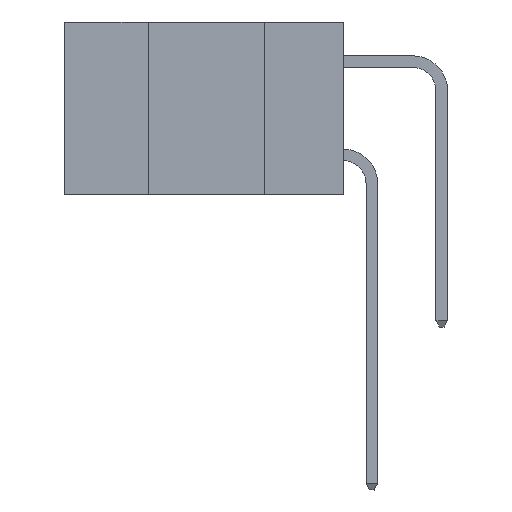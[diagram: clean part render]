
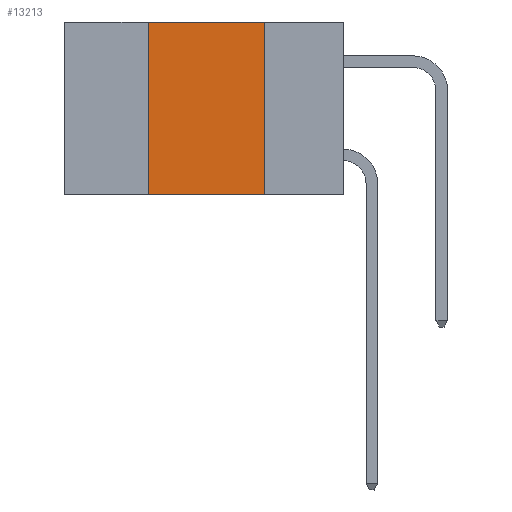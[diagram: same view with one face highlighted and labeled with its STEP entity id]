
A CAD part, left-side view. The second image highlights one B-rep face of the part: STEP entity #13213.
In plain terms, the highlighted planar face has unit normal (-1, 0, 0).
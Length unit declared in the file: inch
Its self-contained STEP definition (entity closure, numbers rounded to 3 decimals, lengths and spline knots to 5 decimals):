
#123 = ORIENTED_EDGE ( 'NONE', *, *, #7350, .F. ) ;
#432 = DIRECTION ( 'NONE',  ( 0., 0., 1. ) ) ;
#677 = VERTEX_POINT ( 'NONE', #12784 ) ;
#1462 = AXIS2_PLACEMENT_3D ( 'NONE', #16276, #13550, #16185 ) ;
#1891 = VECTOR ( 'NONE', #10036, 39.37008 ) ;
#2173 = LINE ( 'NONE', #3617, #16757 ) ;
#2253 = EDGE_CURVE ( 'NONE', #11949, #6500, #2173, .T. ) ;
#2301 = ORIENTED_EDGE ( 'NONE', *, *, #14124, .F. ) ;
#3240 = CARTESIAN_POINT ( 'NONE',  ( 0., 0.17, -0.37 ) ) ;
#3579 = VECTOR ( 'NONE', #5650, 39.37008 ) ;
#3617 = CARTESIAN_POINT ( 'NONE',  ( 0., 0.6, 0. ) ) ;
#4173 = VECTOR ( 'NONE', #432, 39.37008 ) ;
#4528 = EDGE_LOOP ( 'NONE', ( #123, #10432, #2301, #15077 ) ) ;
#5650 = DIRECTION ( 'NONE',  ( 0., -1., 0. ) ) ;
#5908 = LINE ( 'NONE', #7097, #3579 ) ;
#6442 = VERTEX_POINT ( 'NONE', #12366 ) ;
#6500 = VERTEX_POINT ( 'NONE', #11021 ) ;
#6883 = CARTESIAN_POINT ( 'NONE',  ( 0., 0.42, -0.37 ) ) ;
#7097 = CARTESIAN_POINT ( 'NONE',  ( 0., 0.6, -0.37 ) ) ;
#7350 = EDGE_CURVE ( 'NONE', #6500, #677, #15061, .T. ) ;
#7563 = CARTESIAN_POINT ( 'NONE',  ( 0., 0.42, 0. ) ) ;
#7826 = FACE_OUTER_BOUND ( 'NONE', #4528, .T. ) ;
#8312 = LINE ( 'NONE', #6883, #4173 ) ;
#8624 = DIRECTION ( 'NONE',  ( 0., -1., 0. ) ) ;
#10036 = DIRECTION ( 'NONE',  ( 0., 0., -1. ) ) ;
#10432 = ORIENTED_EDGE ( 'NONE', *, *, #2253, .F. ) ;
#10492 = PLANE ( 'NONE',  #1462 ) ;
#10707 = EDGE_CURVE ( 'NONE', #6442, #677, #5908, .T. ) ;
#11021 = CARTESIAN_POINT ( 'NONE',  ( 0., 0.17, 0. ) ) ;
#11949 = VERTEX_POINT ( 'NONE', #7563 ) ;
#12366 = CARTESIAN_POINT ( 'NONE',  ( 0., 0.42, -0.37 ) ) ;
#12784 = CARTESIAN_POINT ( 'NONE',  ( 0., 0.17, -0.37 ) ) ;
#13213 = ADVANCED_FACE ( 'NONE', ( #7826 ), #10492, .F. ) ;
#13550 = DIRECTION ( 'NONE',  ( 1., 0., 0. ) ) ;
#14124 = EDGE_CURVE ( 'NONE', #6442, #11949, #8312, .T. ) ;
#15061 = LINE ( 'NONE', #3240, #1891 ) ;
#15077 = ORIENTED_EDGE ( 'NONE', *, *, #10707, .T. ) ;
#16185 = DIRECTION ( 'NONE',  ( 0., 0., -1. ) ) ;
#16276 = CARTESIAN_POINT ( 'NONE',  ( 0., 0.6, 0. ) ) ;
#16757 = VECTOR ( 'NONE', #8624, 39.37008 ) ;
